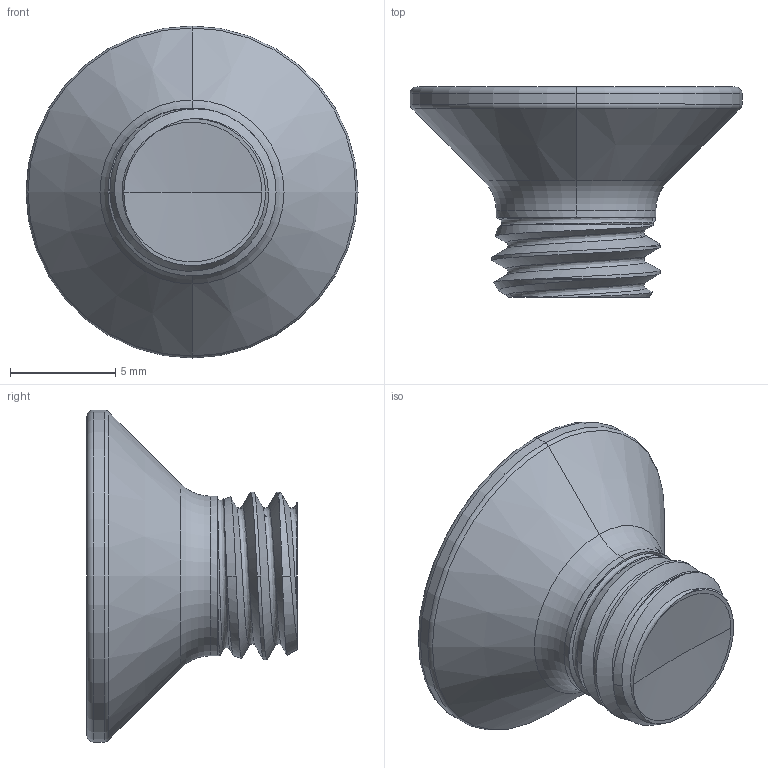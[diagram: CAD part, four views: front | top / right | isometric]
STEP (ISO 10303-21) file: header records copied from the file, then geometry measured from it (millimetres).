
FILE_DESCRIPTION (( 'STEP AP203' ), '1' );
FILE_NAME ('STM410800100.STEP', '2020-12-18T18:38:08', ( '' ), ( '' ), 'SwSTEP 2.0', 'SolidWorks 2015', '' );
FILE_SCHEMA (( 'CONFIG_CONTROL_DESIGN' ));
Length unit declared in the file: millimetre
Products named in the file (2): STM410800100
Bounding box: 15.8 x 10 x 15.8 mm (x, y, z)
Volume: 729.7 mm3; surface area: 716.8 mm2
Topology: 1 solids, 1 shells, 78 faces, 197 edges, 120 vertices
Faces by surface type: cylinder 30, bspline 18, cone 14, torus 9, plane 5, sphere 2
Entity records: 9103 total; most frequent: CARTESIAN_POINT 7309, ORIENTED_EDGE 390, DIRECTION 285, EDGE_CURVE 195, AXIS2_PLACEMENT_3D 121, VERTEX_POINT 120, B_SPLINE_CURVE_WITH_KNOTS 84, EDGE_LOOP 79
